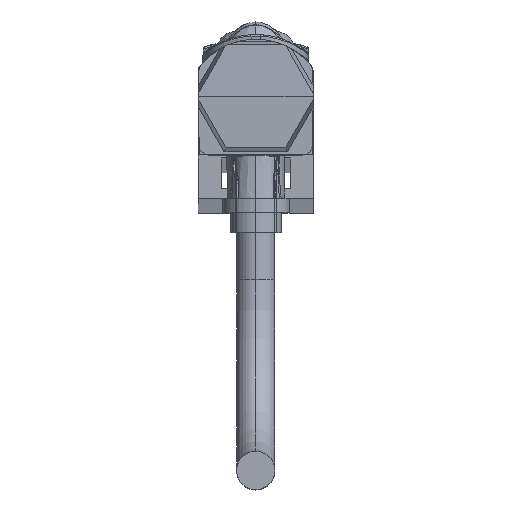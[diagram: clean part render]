
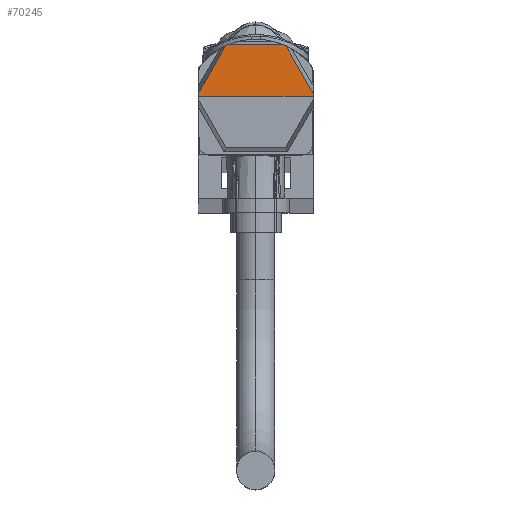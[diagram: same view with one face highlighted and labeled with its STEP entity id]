
A CAD part, top view. The second image highlights one B-rep face of the part: STEP entity #70245.
In plain terms, the highlighted planar face has unit normal (0, 0.018, 1).
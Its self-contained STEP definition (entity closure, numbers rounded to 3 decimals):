
#67554=CARTESIAN_POINT('',(2.928,11.472,15.656));
#67560=CARTESIAN_POINT('',(-2.927,11.472,
15.656));
#67566=CARTESIAN_POINT('',(2.928,11.472,15.656));
#67567=CARTESIAN_POINT('',(3.006,11.439,15.657));
#67568=CARTESIAN_POINT('',(3.084,11.404,15.657));
#67569=CARTESIAN_POINT('',(3.161,11.368,15.658));
#67571=DIRECTION('',(-0.497,0.868,-0.015));
#67572=VECTOR('',#67571,5.7);
#67573=CARTESIAN_POINT('',(5.994,6.423,15.744));
#67574=LINE('',#67573,#67572);
#67575=DIRECTION('',(-0.017,1.,-0.017));
#67576=VECTOR('',#67575,0.323);
#67577=CARTESIAN_POINT('',(6.,6.1,15.75));
#67578=LINE('',#67577,#67576);
#67579=DIRECTION('',(1.,0.,0.));
#67580=VECTOR('',#67579,12.);
#67581=CARTESIAN_POINT('',(-6.,6.1,15.75));
#67582=LINE('',#67581,#67580);
#67583=DIRECTION('',(0.017,1.,-0.017));
#67584=VECTOR('',#67583,0.323);
#67585=CARTESIAN_POINT('',(-6.,6.1,15.75));
#67586=LINE('',#67585,#67584);
#67587=DIRECTION('',(-0.497,-0.868,0.015));
#67588=VECTOR('',#67587,5.7);
#67589=CARTESIAN_POINT('',(-3.161,11.368,
15.658));
#67590=LINE('',#67589,#67588);
#67591=CARTESIAN_POINT('',(-3.161,11.368,
15.658));
#67592=CARTESIAN_POINT('',(-3.084,11.404,
15.657));
#67593=CARTESIAN_POINT('',(-3.006,11.439,
15.657));
#67594=CARTESIAN_POINT('',(-2.927,11.472,
15.656));
#67596=DIRECTION('',(-1.,0.,0.));
#67597=VECTOR('',#67596,5.855);
#67598=CARTESIAN_POINT('',(2.928,11.472,15.656));
#67599=LINE('',#67598,#67597);
#67600=CARTESIAN_POINT('',(3.161,11.368,15.658));
#69554=CARTESIAN_POINT('',(-3.161,11.368,
15.658));
#69838=CARTESIAN_POINT('',(-6.,6.1,15.75));
#69839=VERTEX_POINT('',#69838);
#69840=CARTESIAN_POINT('',(6.,6.1,15.75));
#69841=VERTEX_POINT('',#69840);
#69850=VERTEX_POINT('',#67600);
#69853=CARTESIAN_POINT('',(5.994,6.423,15.744));
#69855=VERTEX_POINT('',#69853);
#69856=VERTEX_POINT('',#69554);
#69859=CARTESIAN_POINT('',(-5.994,6.423,
15.744));
#69861=VERTEX_POINT('',#69859);
#69866=VERTEX_POINT('',#67554);
#69868=VERTEX_POINT('',#67560);
#70225=CARTESIAN_POINT('',(-6.64,6.1,15.75));
#70226=DIRECTION('',(0.,0.017,1.));
#70227=DIRECTION('',(1.,0.,0.));
#70228=AXIS2_PLACEMENT_3D('',#70225,#70226,#70227);
#70229=PLANE('',#70228);
#70230=ORIENTED_EDGE('',*,*,#70026,.T.);
#70232=ORIENTED_EDGE('',*,*,#70231,.F.);
#70234=ORIENTED_EDGE('',*,*,#70233,.F.);
#70236=ORIENTED_EDGE('',*,*,#70235,.F.);
#70238=ORIENTED_EDGE('',*,*,#70237,.T.);
#70240=ORIENTED_EDGE('',*,*,#70239,.F.);
#70241=ORIENTED_EDGE('',*,*,#70200,.T.);
#70242=ORIENTED_EDGE('',*,*,#70218,.F.);
#70243=EDGE_LOOP('',(#70230,#70232,#70234,#70236,#70238,#70240,#70241,#70242));
#70244=FACE_OUTER_BOUND('',#70243,.F.);
#70245=ADVANCED_FACE('',(#70244),#70229,.T.);
#67570=B_SPLINE_CURVE_WITH_KNOTS('',3,(#67566,#67567,#67568,#67569),
.UNSPECIFIED.,.F.,.F.,(4,4),(0.,1.),.UNSPECIFIED.);
#67595=B_SPLINE_CURVE_WITH_KNOTS('',3,(#67591,#67592,#67593,#67594),
.UNSPECIFIED.,.F.,.F.,(4,4),(0.,1.),.UNSPECIFIED.);
#70026=EDGE_CURVE('',#69866,#69850,#67570,.T.);
#70200=EDGE_CURVE('',#69856,#69868,#67595,.T.);
#70218=EDGE_CURVE('',#69866,#69868,#67599,.T.);
#70231=EDGE_CURVE('',#69855,#69850,#67574,.T.);
#70233=EDGE_CURVE('',#69841,#69855,#67578,.T.);
#70235=EDGE_CURVE('',#69839,#69841,#67582,.T.);
#70237=EDGE_CURVE('',#69839,#69861,#67586,.T.);
#70239=EDGE_CURVE('',#69856,#69861,#67590,.T.);
